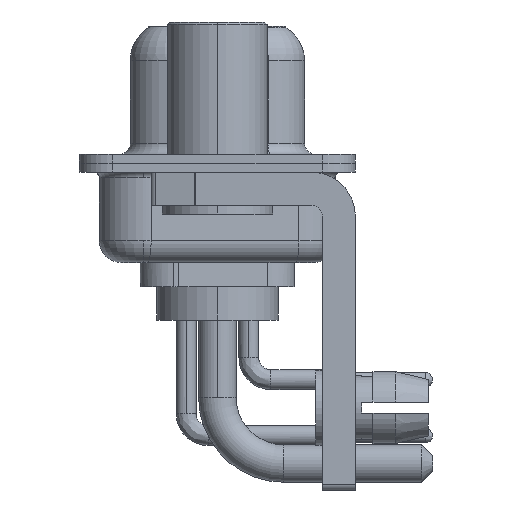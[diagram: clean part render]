
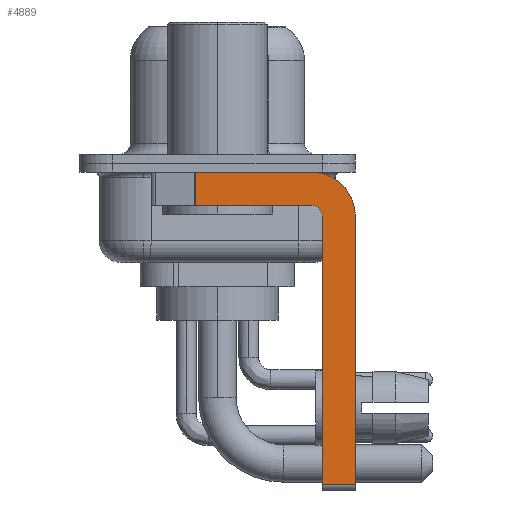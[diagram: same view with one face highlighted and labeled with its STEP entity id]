
A CAD part, left-side view. The second image highlights one B-rep face of the part: STEP entity #4889.
In plain terms, the highlighted planar face has unit normal (-1, 0, 0).
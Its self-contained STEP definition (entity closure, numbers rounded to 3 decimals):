
#99 = LINE ( 'NONE', #21175, #4245 ) ;
#329 = EDGE_CURVE ( 'NONE', #13519, #8432, #23305, .T. ) ;
#1080 = DIRECTION ( 'NONE',  ( -1., 0., 0. ) ) ;
#1317 = ORIENTED_EDGE ( 'NONE', *, *, #21834, .F. ) ;
#1781 = VECTOR ( 'NONE', #6737, 1000. ) ;
#2040 = DIRECTION ( 'NONE',  ( 0., 0., -1. ) ) ;
#2084 = CARTESIAN_POINT ( 'NONE',  ( -2.9, -4.25, -2.4 ) ) ;
#2402 = CARTESIAN_POINT ( 'NONE',  ( -2.9, 0.978, -1.9 ) ) ;
#2746 = VERTEX_POINT ( 'NONE', #20998 ) ;
#3050 = AXIS2_PLACEMENT_3D ( 'NONE', #2084, #9860, #19243 ) ;
#3702 = LINE ( 'NONE', #5804, #19771 ) ;
#4245 = VECTOR ( 'NONE', #7737, 1000. ) ;
#4448 = CARTESIAN_POINT ( 'NONE',  ( -2.9, -6.25, -2.4 ) ) ;
#4713 = DIRECTION ( 'NONE',  ( 0., 0., 1. ) ) ;
#4889 = ADVANCED_FACE ( 'NONE', ( #14740 ), #24133, .F. ) ;
#5041 = VERTEX_POINT ( 'NONE', #24760 ) ;
#5373 = EDGE_CURVE ( 'NONE', #19574, #22067, #12678, .T. ) ;
#5488 = LINE ( 'NONE', #9646, #22900 ) ;
#5754 = CARTESIAN_POINT ( 'NONE',  ( -2.9, -4.75, -14.55 ) ) ;
#5804 = CARTESIAN_POINT ( 'NONE',  ( -2.9, -4.75, -14.8 ) ) ;
#6557 = LINE ( 'NONE', #4448, #16780 ) ;
#6598 = EDGE_CURVE ( 'NONE', #22279, #2746, #21368, .T. ) ;
#6737 = DIRECTION ( 'NONE',  ( 0., -1., 0. ) ) ;
#7737 = DIRECTION ( 'NONE',  ( 0., -1., 0. ) ) ;
#8432 = VERTEX_POINT ( 'NONE', #11037 ) ;
#9646 = CARTESIAN_POINT ( 'NONE',  ( -2.9, -4.25, -1.9 ) ) ;
#9860 = DIRECTION ( 'NONE',  ( 1., 0., 0. ) ) ;
#10187 = ORIENTED_EDGE ( 'NONE', *, *, #24863, .F. ) ;
#10221 = DIRECTION ( 'NONE',  ( 0., 0., -1. ) ) ;
#11037 = CARTESIAN_POINT ( 'NONE',  ( -2.9, -4.25, -1.9 ) ) ;
#11063 = DIRECTION ( 'NONE',  ( 0., 0., -1. ) ) ;
#11144 = EDGE_CURVE ( 'NONE', #22279, #15880, #99, .T. ) ;
#11626 = CARTESIAN_POINT ( 'NONE',  ( -2.9, -4.75, -2.4 ) ) ;
#12007 = EDGE_LOOP ( 'NONE', ( #22784, #17819, #1317, #23480, #10187, #13089, #13144, #13059 ) ) ;
#12678 = LINE ( 'NONE', #20408, #1781 ) ;
#12917 = CARTESIAN_POINT ( 'NONE',  ( -2.9, -6.25, -14.55 ) ) ;
#12960 = EDGE_CURVE ( 'NONE', #15880, #5041, #20796, .T. ) ;
#13059 = ORIENTED_EDGE ( 'NONE', *, *, #12960, .F. ) ;
#13089 = ORIENTED_EDGE ( 'NONE', *, *, #5373, .T. ) ;
#13144 = ORIENTED_EDGE ( 'NONE', *, *, #13168, .F. ) ;
#13168 = EDGE_CURVE ( 'NONE', #5041, #22067, #6557, .T. ) ;
#13519 = VERTEX_POINT ( 'NONE', #11626 ) ;
#14740 = FACE_OUTER_BOUND ( 'NONE', #12007, .T. ) ;
#15880 = VERTEX_POINT ( 'NONE', #19950 ) ;
#16527 = DIRECTION ( 'NONE',  ( 1., 0., 0. ) ) ;
#16771 = CARTESIAN_POINT ( 'NONE',  ( -2.9, -4.25, -2.4 ) ) ;
#16780 = VECTOR ( 'NONE', #10221, 1000. ) ;
#17377 = DIRECTION ( 'NONE',  ( 0., 1., 0. ) ) ;
#17819 = ORIENTED_EDGE ( 'NONE', *, *, #6598, .T. ) ;
#19243 = DIRECTION ( 'NONE',  ( 0., 0., -1. ) ) ;
#19357 = DIRECTION ( 'NONE',  ( 0., 0., 1. ) ) ;
#19374 = CARTESIAN_POINT ( 'NONE',  ( -2.9, 0.978, -0.4 ) ) ;
#19574 = VERTEX_POINT ( 'NONE', #5754 ) ;
#19771 = VECTOR ( 'NONE', #19357, 1000. ) ;
#19895 = CARTESIAN_POINT ( 'NONE',  ( -2.9, -4.25, -2.4 ) ) ;
#19950 = CARTESIAN_POINT ( 'NONE',  ( -2.9, -4.25, -0.4 ) ) ;
#20408 = CARTESIAN_POINT ( 'NONE',  ( -2.9, -4.25, -14.55 ) ) ;
#20796 = CIRCLE ( 'NONE', #3050, 2. ) ;
#20998 = CARTESIAN_POINT ( 'NONE',  ( -2.9, 0.978, -1.9 ) ) ;
#21175 = CARTESIAN_POINT ( 'NONE',  ( -2.9, 3., -0.4 ) ) ;
#21368 = LINE ( 'NONE', #2402, #23405 ) ;
#21834 = EDGE_CURVE ( 'NONE', #8432, #2746, #5488, .T. ) ;
#22067 = VERTEX_POINT ( 'NONE', #12917 ) ;
#22279 = VERTEX_POINT ( 'NONE', #19374 ) ;
#22784 = ORIENTED_EDGE ( 'NONE', *, *, #11144, .F. ) ;
#22900 = VECTOR ( 'NONE', #17377, 1000. ) ;
#23245 = AXIS2_PLACEMENT_3D ( 'NONE', #16771, #16527, #11063 ) ;
#23305 = CIRCLE ( 'NONE', #23681, 0.5 ) ;
#23405 = VECTOR ( 'NONE', #2040, 1000. ) ;
#23480 = ORIENTED_EDGE ( 'NONE', *, *, #329, .F. ) ;
#23681 = AXIS2_PLACEMENT_3D ( 'NONE', #19895, #1080, #4713 ) ;
#24133 = PLANE ( 'NONE',  #23245 ) ;
#24760 = CARTESIAN_POINT ( 'NONE',  ( -2.9, -6.25, -2.4 ) ) ;
#24863 = EDGE_CURVE ( 'NONE', #19574, #13519, #3702, .T. ) ;
